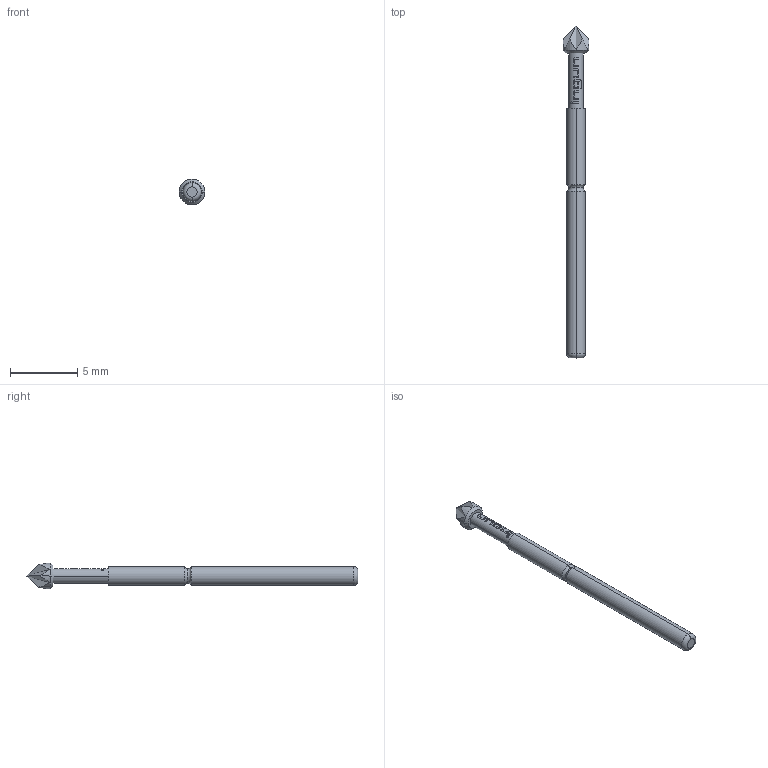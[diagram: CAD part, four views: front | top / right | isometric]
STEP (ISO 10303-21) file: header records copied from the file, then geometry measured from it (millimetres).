
FILE_DESCRIPTION (( 'STEP AP203' ), '1' );
FILE_NAME ('INGUN_GKS-002_217_191_A_xx00.STEP', '2021-09-09T09:01:47', ( 'ochi' ), ( '' ), 'SwSTEP 2.0', 'SolidWorks 2018', '' );
FILE_SCHEMA (( 'CONFIG_CONTROL_DESIGN' ));
Length unit declared in the file: millimetre
Products named in the file (1): INGUN_GKS-002_217_191_A_xx00
Bounding box: 1.91 x 24.6 x 1.91 mm (x, y, z)
Volume: 33.6 mm3; surface area: 107 mm2
Topology: 1 solids, 1 shells, 99 faces, 246 edges, 157 vertices
Faces by surface type: bspline 57, plane 20, cylinder 14, torus 6, cone 2
Entity records: 4003 total; most frequent: CARTESIAN_POINT 2130, ORIENTED_EDGE 492, EDGE_CURVE 246, B_SPLINE_CURVE_WITH_KNOTS 186, DIRECTION 160, VERTEX_POINT 157, EDGE_LOOP 107, ADVANCED_FACE 99
